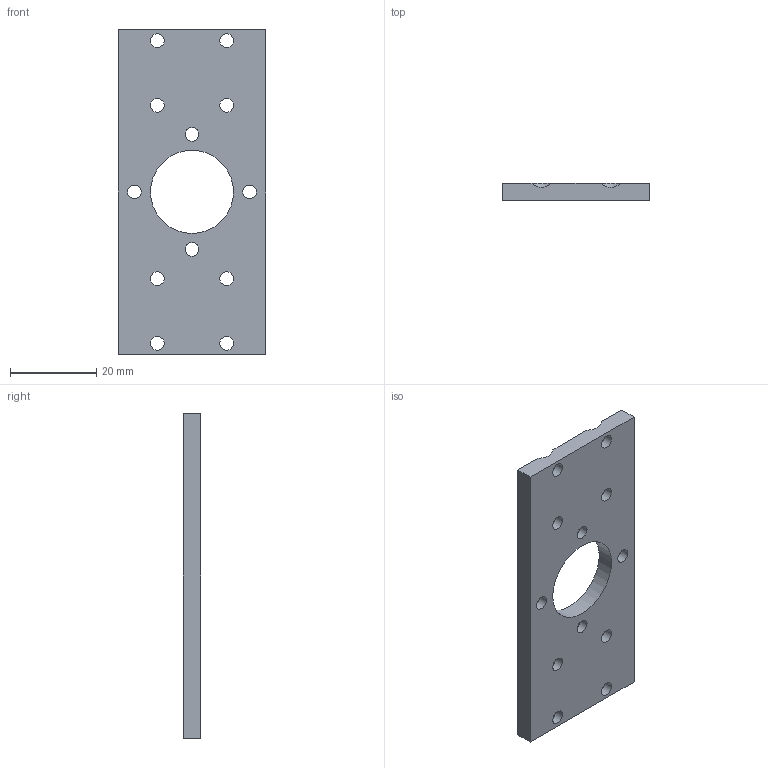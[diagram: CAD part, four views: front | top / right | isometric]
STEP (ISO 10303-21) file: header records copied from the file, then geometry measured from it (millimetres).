
FILE_DESCRIPTION(/* description */ (''),/* implementation_level */ '2;1');
FILE_NAME(/* name */ 'ust_arabalik.stp',/* time_stamp */ '2021-07-29T10:03:17-07:00',/* author */ ('nergi'),/* organization */ (''),/* preprocessor_version */ 'ST-DEVELOPER v15.6',/* originating_system */ 'Autodesk Inventor 2015',/* authorisation */ '');
FILE_SCHEMA (('AUTOMOTIVE_DESIGN { 1 0 10303 214 3 1 1 }'));
Length unit declared in the file: millimetre
Products named in the file (1): ust_arabalik
Bounding box: 34 x 4 x 75.04 mm (x, y, z)
Volume: 8362 mm3; surface area: 5830.4 mm2
Topology: 1 solids, 1 shells, 31 faces, 99 edges, 66 vertices
Faces by surface type: cylinder 13, cone 12, plane 6
Full cylindrical faces by diameter (mm): 3.2 x12, 19.2 x1
Entity records: 914 total; most frequent: DIRECTION 156, CARTESIAN_POINT 148, ORIENTED_EDGE 116, EDGE_LOOP 78, AXIS2_PLACEMENT_3D 70, EDGE_CURVE 58, VERTEX_POINT 50, FACE_BOUND 47
